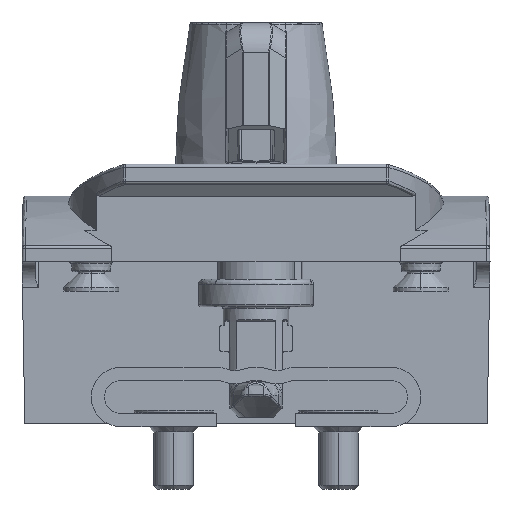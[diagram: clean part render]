
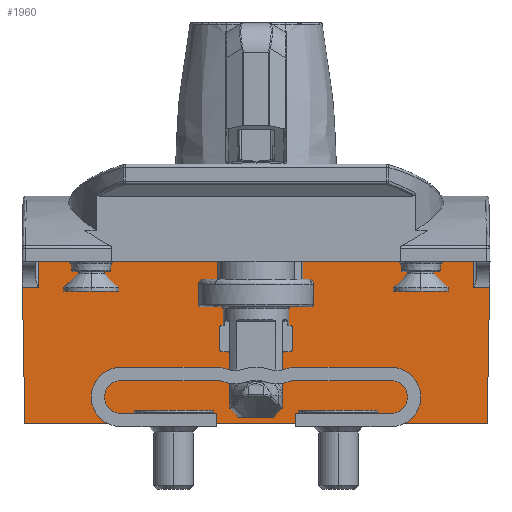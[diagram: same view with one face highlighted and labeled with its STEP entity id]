
A CAD part, left-side view. The second image highlights one B-rep face of the part: STEP entity #1960.
In plain terms, the highlighted planar face has unit normal (-1, 0, 0).
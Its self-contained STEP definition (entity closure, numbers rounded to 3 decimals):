
#1960=ADVANCED_FACE('',(#4139),#4140,.T.);
#4139=FACE_OUTER_BOUND('',#11469,.T.);
#4140=PLANE('',#11470);
#11469=EDGE_LOOP('',(#18242,#18243,#18244,#18245,#18246,#18247,#18248,#18249,#18250,#18251,#18252,#18253,#18254,#18255));
#11470=AXIS2_PLACEMENT_3D('',#18256,#18257,#18258);
#18242=ORIENTED_EDGE('',*,*,#22927,.T.);
#18243=ORIENTED_EDGE('',*,*,#22928,.T.);
#18244=ORIENTED_EDGE('',*,*,#22929,.T.);
#18245=ORIENTED_EDGE('',*,*,#22930,.T.);
#18246=ORIENTED_EDGE('',*,*,#22931,.T.);
#18247=ORIENTED_EDGE('',*,*,#22932,.F.);
#18248=ORIENTED_EDGE('',*,*,#22933,.T.);
#18249=ORIENTED_EDGE('',*,*,#22934,.F.);
#18250=ORIENTED_EDGE('',*,*,#22935,.T.);
#18251=ORIENTED_EDGE('',*,*,#22936,.T.);
#18252=ORIENTED_EDGE('',*,*,#22937,.T.);
#18253=ORIENTED_EDGE('',*,*,#22938,.T.);
#18254=ORIENTED_EDGE('',*,*,#22939,.T.);
#18255=ORIENTED_EDGE('',*,*,#22940,.F.);
#18256=CARTESIAN_POINT('',(42.5,35.5,10.0));
#18257=DIRECTION('',(-1.0,0.0,0.0));
#18258=DIRECTION('',(0.0,0.0,-1.0));
#22927=EDGE_CURVE('',#26569,#26570,#26571,.T.);
#22928=EDGE_CURVE('',#26570,#26572,#26573,.T.);
#22929=EDGE_CURVE('',#26572,#26574,#26575,.T.);
#22930=EDGE_CURVE('',#26574,#26576,#26577,.T.);
#22931=EDGE_CURVE('',#26576,#26578,#26579,.T.);
#22932=EDGE_CURVE('',#26580,#26578,#26581,.T.);
#22933=EDGE_CURVE('',#26580,#26582,#26583,.T.);
#22934=EDGE_CURVE('',#26584,#26582,#26585,.T.);
#22935=EDGE_CURVE('',#26584,#26586,#26587,.T.);
#22936=EDGE_CURVE('',#26586,#26588,#26589,.T.);
#22937=EDGE_CURVE('',#26588,#26590,#26591,.T.);
#22938=EDGE_CURVE('',#26590,#26592,#26593,.T.);
#22939=EDGE_CURVE('',#26592,#26594,#26595,.T.);
#22940=EDGE_CURVE('',#26569,#26594,#26596,.T.);
#26569=VERTEX_POINT('',#39345);
#26570=VERTEX_POINT('',#39346);
#26571=LINE('',#39347,#39348);
#26572=VERTEX_POINT('',#39349);
#26573=LINE('',#39350,#39351);
#26574=VERTEX_POINT('',#39352);
#26575=LINE('',#39353,#39354);
#26576=VERTEX_POINT('',#39355);
#26577=LINE('',#39356,#39357);
#26578=VERTEX_POINT('',#39358);
#26579=LINE('',#39359,#39360);
#26580=VERTEX_POINT('',#39361);
#26581=LINE('',#39362,#39363);
#26582=VERTEX_POINT('',#39364);
#26583=LINE('',#39365,#39366);
#26584=VERTEX_POINT('',#39367);
#26585=LINE('',#39368,#39369);
#26586=VERTEX_POINT('',#39370);
#26587=LINE('',#39371,#39372);
#26588=VERTEX_POINT('',#39373);
#26589=LINE('',#39374,#39375);
#26590=VERTEX_POINT('',#39376);
#26591=LINE('',#39377,#39378);
#26592=VERTEX_POINT('',#39379);
#26593=LINE('',#39380,#39381);
#26594=VERTEX_POINT('',#39382);
#26595=LINE('',#39383,#39384);
#26596=LINE('',#39385,#39386);
#39345=CARTESIAN_POINT('',(42.5,36.25,34.5));
#39346=CARTESIAN_POINT('',(42.5,36.25,40.5));
#39347=CARTESIAN_POINT('',(42.5,36.25,10.0));
#39348=VECTOR('',#46103,1000.0);
#39349=CARTESIAN_POINT('',(42.5,68.5,40.5));
#39350=CARTESIAN_POINT('',(42.5,35.5,40.5));
#39351=VECTOR('',#46104,1000.0);
#39352=CARTESIAN_POINT('',(42.5,68.5,30.552));
#39353=CARTESIAN_POINT('',(42.5,68.5,10.0));
#39354=VECTOR('',#46105,1000.0);
#39355=CARTESIAN_POINT('',(42.5,70.931,30.552));
#39356=CARTESIAN_POINT('',(42.5,35.5,30.552));
#39357=VECTOR('',#46106,1000.0);
#39358=CARTESIAN_POINT('',(42.5,70.573,10.01));
#39359=CARTESIAN_POINT('',(42.5,70.931,30.552));
#39360=VECTOR('',#46107,1000.0);
#39361=CARTESIAN_POINT('',(42.5,70.572,10.));
#39362=CARTESIAN_POINT('',(42.5,70.572,10.));
#39363=VECTOR('',#46108,10.0);
#39364=CARTESIAN_POINT('',(42.5,0.428,10.));
#39365=CARTESIAN_POINT('',(42.5,35.5,10.0));
#39366=VECTOR('',#46109,1000.0);
#39367=CARTESIAN_POINT('',(42.5,0.427,10.01));
#39368=CARTESIAN_POINT('',(42.5,0.427,10.01));
#39369=VECTOR('',#46110,10.0);
#39370=CARTESIAN_POINT('',(42.5,0.069,30.552));
#39371=CARTESIAN_POINT('',(42.5,0.427,10.01));
#39372=VECTOR('',#46111,1000.0);
#39373=CARTESIAN_POINT('',(42.5,2.5,30.552));
#39374=CARTESIAN_POINT('',(42.5,35.5,30.552));
#39375=VECTOR('',#46112,1000.0);
#39376=CARTESIAN_POINT('',(42.5,2.5,40.5));
#39377=CARTESIAN_POINT('',(42.5,2.5,10.0));
#39378=VECTOR('',#46113,1000.0);
#39379=CARTESIAN_POINT('',(42.5,34.75,40.5));
#39380=CARTESIAN_POINT('',(42.5,35.5,40.5));
#39381=VECTOR('',#46114,1000.0);
#39382=CARTESIAN_POINT('',(42.5,34.75,34.5));
#39383=CARTESIAN_POINT('',(42.5,34.75,10.0));
#39384=VECTOR('',#46115,1000.0);
#39385=CARTESIAN_POINT('',(42.5,35.5,34.5));
#39386=VECTOR('',#46116,1000.0);
#46103=DIRECTION('',(-0.0,0.0,1.0));
#46104=DIRECTION('',(0.0,1.0,0.0));
#46105=DIRECTION('',(0.0,0.0,-1.0));
#46106=DIRECTION('',(0.0,1.0,0.0));
#46107=DIRECTION('',(0.0,-0.017,-1.));
#46108=DIRECTION('',(0.0,0.018,1.));
#46109=DIRECTION('',(0.0,-1.0,0.0));
#46110=DIRECTION('',(0.0,0.018,-1.));
#46111=DIRECTION('',(-0.0,-0.017,1.));
#46112=DIRECTION('',(0.0,1.0,0.0));
#46113=DIRECTION('',(-0.0,0.0,1.0));
#46114=DIRECTION('',(0.0,1.0,0.0));
#46115=DIRECTION('',(0.0,0.0,-1.0));
#46116=DIRECTION('',(0.0,-1.0,0.0));
